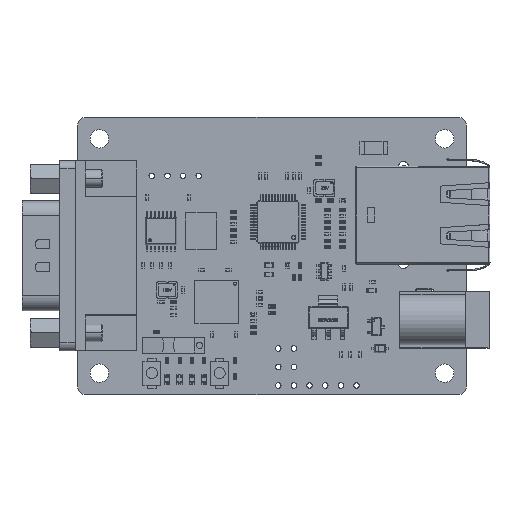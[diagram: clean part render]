
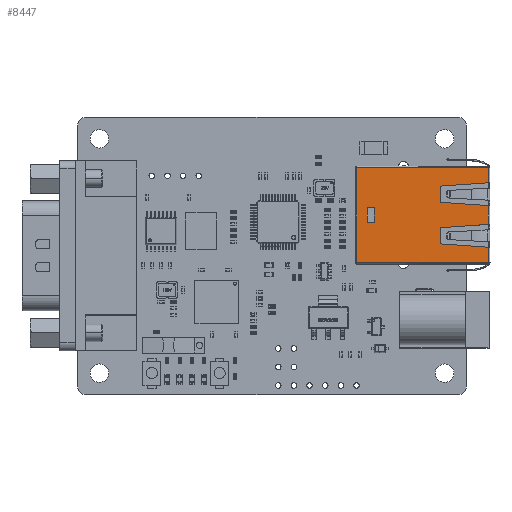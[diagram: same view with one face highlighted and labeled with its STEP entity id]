
A CAD part, top view. The second image highlights one B-rep face of the part: STEP entity #8447.
In plain terms, the highlighted face is planar.
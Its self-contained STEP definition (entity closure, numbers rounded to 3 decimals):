
#5151 = VERTEX_POINT('',#5152);
#5152 = CARTESIAN_POINT('',(-7.69,-10.57,-6.87));
#5159 = EDGE_CURVE('',#5151,#5160,#5162,.T.);
#5160 = VERTEX_POINT('',#5161);
#5161 = CARTESIAN_POINT('',(-5.23,-10.57,-6.87));
#5162 = LINE('',#5163,#5164);
#5163 = CARTESIAN_POINT('',(-7.69,-10.57,-6.87));
#5164 = VECTOR('',#5165,1.);
#5165 = DIRECTION('',(1.,0.,0.));
#5922 = VERTEX_POINT('',#5923);
#5923 = CARTESIAN_POINT('',(-4.595,-2.82,-6.87));
#5929 = EDGE_CURVE('',#5930,#5922,#5932,.T.);
#5930 = VERTEX_POINT('',#5931);
#5931 = CARTESIAN_POINT('',(-4.695,-2.913,-6.87));
#5932 = CIRCLE('',#5933,0.1);
#5933 = AXIS2_PLACEMENT_3D('',#5934,#5935,#5936);
#5934 = CARTESIAN_POINT('',(-4.595,-2.92,-6.87));
#5935 = DIRECTION('',(0.,0.,-1.));
#5936 = DIRECTION('',(-1.,0.,0.));
#7308 = VERTEX_POINT('',#7309);
#7309 = CARTESIAN_POINT('',(1.52,-10.57,-6.87));
#7316 = EDGE_CURVE('',#7308,#7317,#7319,.T.);
#7317 = VERTEX_POINT('',#7318);
#7318 = CARTESIAN_POINT('',(2.055,-2.913,-6.87));
#7319 = LINE('',#7320,#7321);
#7320 = CARTESIAN_POINT('',(1.503,-10.82,-6.87));
#7321 = VECTOR('',#7322,1.);
#7322 = DIRECTION('',(0.07,0.998,0.));
#7372 = EDGE_CURVE('',#5922,#7373,#7375,.T.);
#7373 = VERTEX_POINT('',#7374);
#7374 = CARTESIAN_POINT('',(-2.155,-2.82,-6.87));
#7375 = LINE('',#7376,#7377);
#7376 = CARTESIAN_POINT('',(-4.688,-2.82,-6.87));
#7377 = VECTOR('',#7378,1.);
#7378 = DIRECTION('',(1.,0.,0.));
#7399 = VERTEX_POINT('',#7400);
#7400 = CARTESIAN_POINT('',(-2.055,-2.913,-6.87));
#7406 = EDGE_CURVE('',#7399,#7407,#7409,.T.);
#7407 = VERTEX_POINT('',#7408);
#7408 = CARTESIAN_POINT('',(-1.52,-10.57,-6.87));
#7409 = LINE('',#7410,#7411);
#7410 = CARTESIAN_POINT('',(-1.503,-10.82,-6.87));
#7411 = VECTOR('',#7412,1.);
#7412 = DIRECTION('',(0.07,-0.998,0.));
#7601 = VERTEX_POINT('',#7602);
#7602 = CARTESIAN_POINT('',(-7.69,0.72,-6.87));
#7653 = VERTEX_POINT('',#7654);
#7654 = CARTESIAN_POINT('',(-7.69,10.82,-6.87));
#7663 = EDGE_CURVE('',#7601,#7653,#7664,.T.);
#7664 = LINE('',#7665,#7666);
#7665 = CARTESIAN_POINT('',(-7.69,0.72,-6.87));
#7666 = VECTOR('',#7667,1.);
#7667 = DIRECTION('',(0.,1.,0.));
#7800 = VERTEX_POINT('',#7801);
#7801 = CARTESIAN_POINT('',(7.69,0.72,-6.87));
#7879 = EDGE_CURVE('',#7800,#7880,#7882,.T.);
#7880 = VERTEX_POINT('',#7881);
#7881 = CARTESIAN_POINT('',(7.69,10.82,-6.87));
#7882 = LINE('',#7883,#7884);
#7883 = CARTESIAN_POINT('',(7.69,0.72,-6.87));
#7884 = VECTOR('',#7885,1.);
#7885 = DIRECTION('',(0.,1.,0.));
#8399 = VERTEX_POINT('',#8400);
#8400 = CARTESIAN_POINT('',(7.69,-10.57,-6.87));
#8407 = EDGE_CURVE('',#8399,#7800,#8408,.T.);
#8408 = LINE('',#8409,#8410);
#8409 = CARTESIAN_POINT('',(7.69,-10.82,-6.87));
#8410 = VECTOR('',#8411,1.);
#8411 = DIRECTION('',(0.,1.,0.));
#8427 = VERTEX_POINT('',#8428);
#8428 = CARTESIAN_POINT('',(5.23,-10.57,-6.87));
#8435 = EDGE_CURVE('',#8427,#8399,#8436,.T.);
#8436 = LINE('',#8437,#8438);
#8437 = CARTESIAN_POINT('',(-7.69,-10.57,-6.87));
#8438 = VECTOR('',#8439,1.);
#8439 = DIRECTION('',(1.,0.,0.));
#8447 = ADVANCED_FACE('',(#8448,#8522),#8592,.T.);
#8448 = FACE_BOUND('',#8449,.T.);
#8449 = EDGE_LOOP('',(#8450,#8456,#8457,#8458,#8459,#8467,#8476,#8484,
    #8491,#8492,#8498,#8499,#8506,#8507,#8508,#8514,#8515,#8521));
#8450 = ORIENTED_EDGE('',*,*,#8451,.T.);
#8451 = EDGE_CURVE('',#7653,#7880,#8452,.T.);
#8452 = LINE('',#8453,#8454);
#8453 = CARTESIAN_POINT('',(-7.69,10.82,-6.87));
#8454 = VECTOR('',#8455,1.);
#8455 = DIRECTION('',(1.,0.,0.));
#8456 = ORIENTED_EDGE('',*,*,#7879,.F.);
#8457 = ORIENTED_EDGE('',*,*,#8407,.F.);
#8458 = ORIENTED_EDGE('',*,*,#8435,.F.);
#8459 = ORIENTED_EDGE('',*,*,#8460,.F.);
#8460 = EDGE_CURVE('',#8461,#8427,#8463,.T.);
#8461 = VERTEX_POINT('',#8462);
#8462 = CARTESIAN_POINT('',(4.695,-2.913,-6.87));
#8463 = LINE('',#8464,#8465);
#8464 = CARTESIAN_POINT('',(4.688,-2.82,-6.87));
#8465 = VECTOR('',#8466,1.);
#8466 = DIRECTION('',(0.07,-0.998,0.));
#8467 = ORIENTED_EDGE('',*,*,#8468,.F.);
#8468 = EDGE_CURVE('',#8469,#8461,#8471,.T.);
#8469 = VERTEX_POINT('',#8470);
#8470 = CARTESIAN_POINT('',(4.595,-2.82,-6.87));
#8471 = CIRCLE('',#8472,0.1);
#8472 = AXIS2_PLACEMENT_3D('',#8473,#8474,#8475);
#8473 = CARTESIAN_POINT('',(4.595,-2.92,-6.87));
#8474 = DIRECTION('',(0.,0.,-1.));
#8475 = DIRECTION('',(-1.,0.,0.));
#8476 = ORIENTED_EDGE('',*,*,#8477,.F.);
#8477 = EDGE_CURVE('',#8478,#8469,#8480,.T.);
#8478 = VERTEX_POINT('',#8479);
#8479 = CARTESIAN_POINT('',(2.155,-2.82,-6.87));
#8480 = LINE('',#8481,#8482);
#8481 = CARTESIAN_POINT('',(2.062,-2.82,-6.87));
#8482 = VECTOR('',#8483,1.);
#8483 = DIRECTION('',(1.,0.,0.));
#8484 = ORIENTED_EDGE('',*,*,#8485,.F.);
#8485 = EDGE_CURVE('',#7317,#8478,#8486,.T.);
#8486 = CIRCLE('',#8487,0.1);
#8487 = AXIS2_PLACEMENT_3D('',#8488,#8489,#8490);
#8488 = CARTESIAN_POINT('',(2.155,-2.92,-6.87));
#8489 = DIRECTION('',(0.,0.,-1.));
#8490 = DIRECTION('',(-1.,0.,0.));
#8491 = ORIENTED_EDGE('',*,*,#7316,.F.);
#8492 = ORIENTED_EDGE('',*,*,#8493,.F.);
#8493 = EDGE_CURVE('',#7407,#7308,#8494,.T.);
#8494 = LINE('',#8495,#8496);
#8495 = CARTESIAN_POINT('',(-7.69,-10.57,-6.87));
#8496 = VECTOR('',#8497,1.);
#8497 = DIRECTION('',(1.,0.,0.));
#8498 = ORIENTED_EDGE('',*,*,#7406,.F.);
#8499 = ORIENTED_EDGE('',*,*,#8500,.F.);
#8500 = EDGE_CURVE('',#7373,#7399,#8501,.T.);
#8501 = CIRCLE('',#8502,0.1);
#8502 = AXIS2_PLACEMENT_3D('',#8503,#8504,#8505);
#8503 = CARTESIAN_POINT('',(-2.155,-2.92,-6.87));
#8504 = DIRECTION('',(0.,0.,-1.));
#8505 = DIRECTION('',(-1.,0.,0.));
#8506 = ORIENTED_EDGE('',*,*,#7372,.F.);
#8507 = ORIENTED_EDGE('',*,*,#5929,.F.);
#8508 = ORIENTED_EDGE('',*,*,#8509,.F.);
#8509 = EDGE_CURVE('',#5160,#5930,#8510,.T.);
#8510 = LINE('',#8511,#8512);
#8511 = CARTESIAN_POINT('',(-5.247,-10.82,-6.87));
#8512 = VECTOR('',#8513,1.);
#8513 = DIRECTION('',(0.07,0.998,0.));
#8514 = ORIENTED_EDGE('',*,*,#5159,.F.);
#8515 = ORIENTED_EDGE('',*,*,#8516,.T.);
#8516 = EDGE_CURVE('',#5151,#7601,#8517,.T.);
#8517 = LINE('',#8518,#8519);
#8518 = CARTESIAN_POINT('',(-7.69,-10.82,-6.87));
#8519 = VECTOR('',#8520,1.);
#8520 = DIRECTION('',(0.,1.,0.));
#8521 = ORIENTED_EDGE('',*,*,#7663,.T.);
#8522 = FACE_BOUND('',#8523,.T.);
#8523 = EDGE_LOOP('',(#8524,#8534,#8543,#8551,#8560,#8568,#8577,#8585));
#8524 = ORIENTED_EDGE('',*,*,#8525,.T.);
#8525 = EDGE_CURVE('',#8526,#8528,#8530,.T.);
#8526 = VERTEX_POINT('',#8527);
#8527 = CARTESIAN_POINT('',(1.15,9.12,-6.87));
#8528 = VERTEX_POINT('',#8529);
#8529 = CARTESIAN_POINT('',(-1.15,9.12,-6.87));
#8530 = LINE('',#8531,#8532);
#8531 = CARTESIAN_POINT('',(-7.69,9.12,-6.87));
#8532 = VECTOR('',#8533,1.);
#8533 = DIRECTION('',(-1.,0.,0.));
#8534 = ORIENTED_EDGE('',*,*,#8535,.F.);
#8535 = EDGE_CURVE('',#8536,#8528,#8538,.T.);
#8536 = VERTEX_POINT('',#8537);
#8537 = CARTESIAN_POINT('',(-1.25,9.02,-6.87));
#8538 = CIRCLE('',#8539,0.1);
#8539 = AXIS2_PLACEMENT_3D('',#8540,#8541,#8542);
#8540 = CARTESIAN_POINT('',(-1.15,9.02,-6.87));
#8541 = DIRECTION('',(0.,0.,-1.));
#8542 = DIRECTION('',(-1.,0.,0.));
#8543 = ORIENTED_EDGE('',*,*,#8544,.T.);
#8544 = EDGE_CURVE('',#8536,#8545,#8547,.T.);
#8545 = VERTEX_POINT('',#8546);
#8546 = CARTESIAN_POINT('',(-1.25,8.02,-6.87));
#8547 = LINE('',#8548,#8549);
#8548 = CARTESIAN_POINT('',(-1.25,-10.82,-6.87));
#8549 = VECTOR('',#8550,1.);
#8550 = DIRECTION('',(0.,-1.,0.));
#8551 = ORIENTED_EDGE('',*,*,#8552,.F.);
#8552 = EDGE_CURVE('',#8553,#8545,#8555,.T.);
#8553 = VERTEX_POINT('',#8554);
#8554 = CARTESIAN_POINT('',(-1.15,7.92,-6.87));
#8555 = CIRCLE('',#8556,0.1);
#8556 = AXIS2_PLACEMENT_3D('',#8557,#8558,#8559);
#8557 = CARTESIAN_POINT('',(-1.15,8.02,-6.87));
#8558 = DIRECTION('',(0.,0.,-1.));
#8559 = DIRECTION('',(-1.,0.,0.));
#8560 = ORIENTED_EDGE('',*,*,#8561,.T.);
#8561 = EDGE_CURVE('',#8553,#8562,#8564,.T.);
#8562 = VERTEX_POINT('',#8563);
#8563 = CARTESIAN_POINT('',(1.15,7.92,-6.87));
#8564 = LINE('',#8565,#8566);
#8565 = CARTESIAN_POINT('',(-7.69,7.92,-6.87));
#8566 = VECTOR('',#8567,1.);
#8567 = DIRECTION('',(1.,0.,0.));
#8568 = ORIENTED_EDGE('',*,*,#8569,.F.);
#8569 = EDGE_CURVE('',#8570,#8562,#8572,.T.);
#8570 = VERTEX_POINT('',#8571);
#8571 = CARTESIAN_POINT('',(1.25,8.02,-6.87));
#8572 = CIRCLE('',#8573,0.1);
#8573 = AXIS2_PLACEMENT_3D('',#8574,#8575,#8576);
#8574 = CARTESIAN_POINT('',(1.15,8.02,-6.87));
#8575 = DIRECTION('',(0.,0.,-1.));
#8576 = DIRECTION('',(-1.,0.,0.));
#8577 = ORIENTED_EDGE('',*,*,#8578,.T.);
#8578 = EDGE_CURVE('',#8570,#8579,#8581,.T.);
#8579 = VERTEX_POINT('',#8580);
#8580 = CARTESIAN_POINT('',(1.25,9.02,-6.87));
#8581 = LINE('',#8582,#8583);
#8582 = CARTESIAN_POINT('',(1.25,-10.82,-6.87));
#8583 = VECTOR('',#8584,1.);
#8584 = DIRECTION('',(0.,1.,0.));
#8585 = ORIENTED_EDGE('',*,*,#8586,.F.);
#8586 = EDGE_CURVE('',#8526,#8579,#8587,.T.);
#8587 = CIRCLE('',#8588,0.1);
#8588 = AXIS2_PLACEMENT_3D('',#8589,#8590,#8591);
#8589 = CARTESIAN_POINT('',(1.15,9.02,-6.87));
#8590 = DIRECTION('',(0.,0.,-1.));
#8591 = DIRECTION('',(-1.,0.,0.));
#8592 = PLANE('',#8593);
#8593 = AXIS2_PLACEMENT_3D('',#8594,#8595,#8596);
#8594 = CARTESIAN_POINT('',(-7.69,-10.82,-6.87));
#8595 = DIRECTION('',(0.,0.,-1.));
#8596 = DIRECTION('',(0.,-1.,0.));
